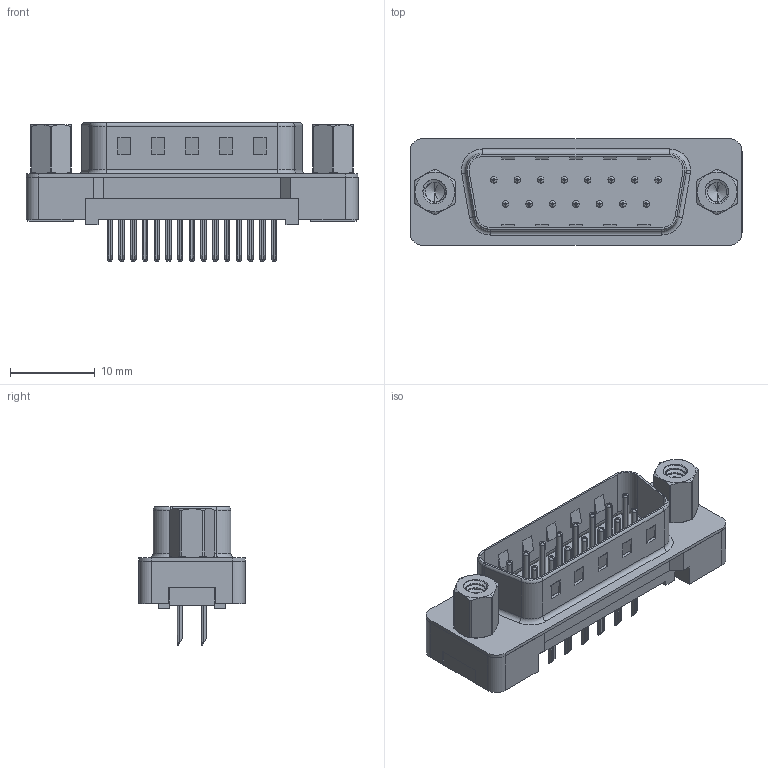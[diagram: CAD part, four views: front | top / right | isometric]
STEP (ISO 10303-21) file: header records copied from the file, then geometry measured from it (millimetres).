
FILE_DESCRIPTION (( 'STEP AP203' ), '1' );
FILE_NAME ('627-015-224-013.STEP', '2020-07-15T23:21:05', ( '' ), ( '' ), 'SwSTEP 2.0', 'SolidWorks 2020', '' );
FILE_SCHEMA (( 'CONFIG_CONTROL_DESIGN' ));
Length unit declared in the file: millimetre
Products named in the file (7): 627 PB Contact Row 2_24; 627 PB Contact Row 1_24; 627-015-224-013; 627 PB Shell_15 Contacts; 627 Plastic Body Housing_15 Contacts; 627 4-40 Hex Standoff; 627 PB 4-40 Threaded Rivet
Assembly tree (21 placements, depth 2):
  627-015-224-013
    627 Plastic Body Housing_15 Contacts
    627 PB Shell_15 Contacts
    627 PB Contact Row 1_24  x8
    627 PB Contact Row 2_24  x7
    627 PB 4-40 Threaded Rivet  x2
    627 4-40 Hex Standoff  x2
Bounding box: 39.19 x 12.6 x 16.3 mm (x, y, z)
Volume: 2204.3 mm3; surface area: 4834.1 mm2
Topology: 21 solids, 21 shells, 1287 faces, 3418 edges, 2199 vertices
Faces by surface type: plane 763, cylinder 412, torus 64, cone 30, bspline 18
Entity records: 23227 total; most frequent: CARTESIAN_POINT 7371, ORIENTED_EDGE 3118, DIRECTION 3013, EDGE_CURVE 1559, VECTOR 1033, LINE 1033, VERTEX_POINT 1009, AXIS2_PLACEMENT_3D 990
